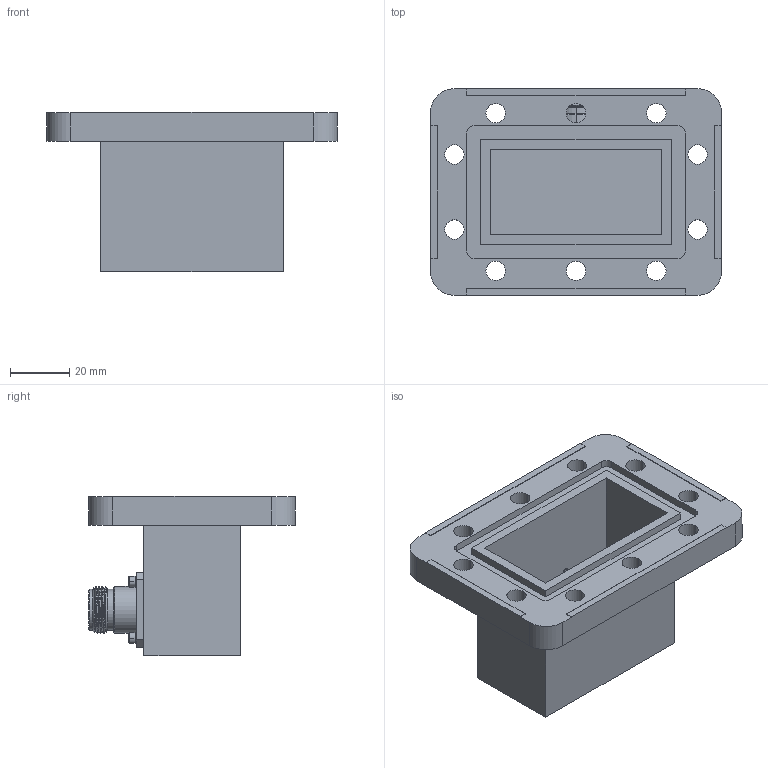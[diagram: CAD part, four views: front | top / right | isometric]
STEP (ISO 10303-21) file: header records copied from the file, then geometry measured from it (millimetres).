
FILE_DESCRIPTION (( 'STEP AP214' ), '1' );
FILE_NAME ('FMWCA1062_3D.step', '2023-12-08T15:50:58', ( '' ), ( '' ), 'SwSTEP 2.0', 'SolidWorks 2022', '' );
FILE_SCHEMA (( 'AUTOMOTIVE_DESIGN' ));
Length unit declared in the file: inch
Products named in the file (1): FMWCA1062_3D
Bounding box: 98.42 x 69.93 x 54.05 mm (x, y, z)
Volume: 66314.7 mm3; surface area: 38177.8 mm2
Topology: 1 solids, 1 shells, 257 faces, 613 edges, 388 vertices
Faces by surface type: plane 108, cylinder 71, cone 67, bspline 11
Entity records: 11354 total; most frequent: CARTESIAN_POINT 5370, DIRECTION 1235, ORIENTED_EDGE 1226, EDGE_CURVE 613, AXIS2_PLACEMENT_3D 463, VERTEX_POINT 388, LINE 309, VECTOR 309
